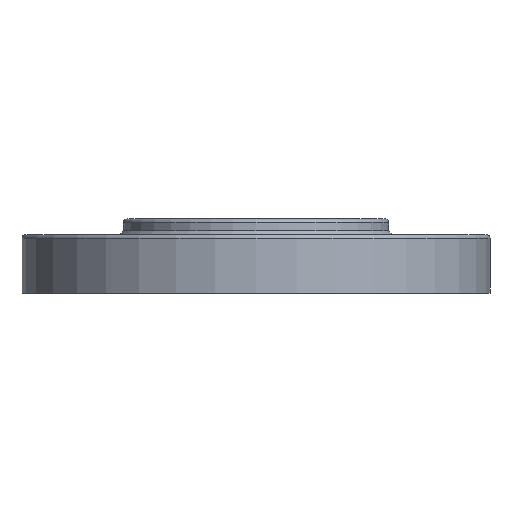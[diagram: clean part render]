
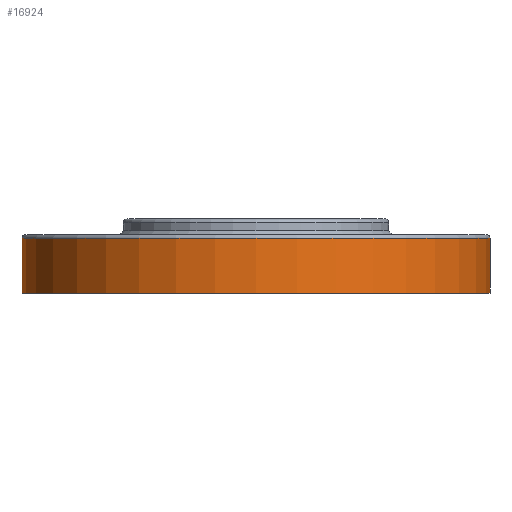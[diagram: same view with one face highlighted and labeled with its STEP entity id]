
A CAD part, front view. The second image highlights one B-rep face of the part: STEP entity #16924.
In plain terms, the highlighted cylindrical face has radius 95.25 mm (diameter 190.5 mm), a full revolution.
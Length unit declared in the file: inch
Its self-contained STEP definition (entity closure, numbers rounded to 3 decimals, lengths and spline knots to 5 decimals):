
#16878=CARTESIAN_POINT('',(3.75,0.,0.875));
#16879=VERTEX_POINT('',#16878);
#16880=CARTESIAN_POINT('',(0.0,0.0,0.875));
#16881=DIRECTION('',(0.0,0.0,1.0));
#16882=DIRECTION('',(-1.0,0.0,0.0));
#16883=AXIS2_PLACEMENT_3D('',#16880,#16881,#16882);
#16884=CIRCLE('',#16883,3.75);
#16885=EDGE_CURVE('',#16879,#16879,#16884,.T.);
#16905=CARTESIAN_POINT('',(0.0,0.0,0.0));
#16906=DIRECTION('',(0.0,0.0,1.0));
#16907=DIRECTION('',(-1.0,0.0,0.0));
#16908=AXIS2_PLACEMENT_3D('',#16905,#16906,#16907);
#16909=CYLINDRICAL_SURFACE('',#16908,3.75);
#16910=CARTESIAN_POINT('',(3.75,0.,0.0));
#16911=VERTEX_POINT('',#16910);
#16912=CARTESIAN_POINT('',(0.0,0.0,0.0));
#16913=DIRECTION('',(0.0,0.0,-1.0));
#16914=DIRECTION('',(-1.0,0.0,0.0));
#16915=AXIS2_PLACEMENT_3D('',#16912,#16913,#16914);
#16916=CIRCLE('',#16915,3.75);
#16917=EDGE_CURVE('',#16911,#16911,#16916,.T.);
#16918=ORIENTED_EDGE('',*,*,#16917,.F.);
#16919=EDGE_LOOP('',(#16918));
#16920=FACE_OUTER_BOUND('',#16919,.T.);
#16921=ORIENTED_EDGE('',*,*,#16885,.F.);
#16922=EDGE_LOOP('',(#16921));
#16923=FACE_BOUND('',#16922,.T.);
#16924=ADVANCED_FACE('',(#16920,#16923),#16909,.T.);
